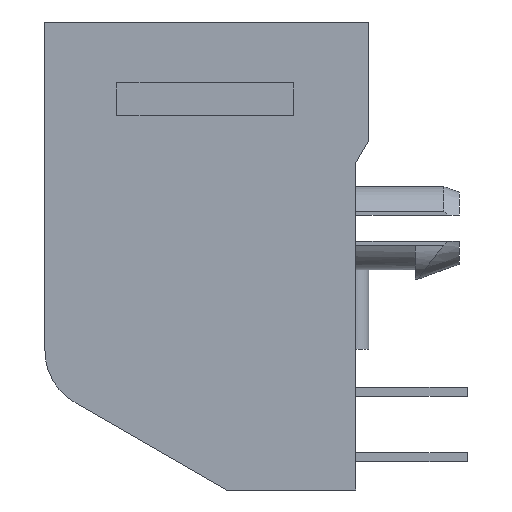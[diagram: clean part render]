
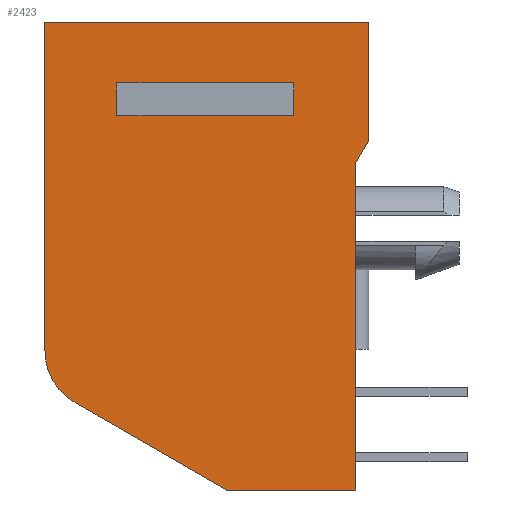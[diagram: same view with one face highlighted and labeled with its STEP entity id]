
A CAD part, left-side view. The second image highlights one B-rep face of the part: STEP entity #2423.
In plain terms, the highlighted planar face has unit normal (-1, 0, 0).
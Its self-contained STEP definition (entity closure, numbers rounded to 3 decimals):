
#72=DIRECTION('',(0.,-1.,0.));
#73=VECTOR('',#72,12.573);
#74=CARTESIAN_POINT('',(-7.658,6.287,0.));
#75=LINE('',#74,#73);
#76=DIRECTION('',(0.,0.,-1.));
#77=VECTOR('',#76,4.581);
#78=CARTESIAN_POINT('',(-7.658,-6.287,0.));
#79=LINE('',#78,#77);
#80=DIRECTION('',(0.,0.5,-0.866));
#81=VECTOR('',#80,1.016);
#82=CARTESIAN_POINT('',(-7.658,-6.287,-4.581));
#83=LINE('',#82,#81);
#84=DIRECTION('',(0.,0.,-1.));
#85=VECTOR('',#84,12.7);
#86=CARTESIAN_POINT('',(-7.658,-5.779,-5.461));
#87=LINE('',#86,#85);
#88=DIRECTION('',(0.,1.,0.));
#89=VECTOR('',#88,5.029);
#90=CARTESIAN_POINT('',(-7.658,-5.779,-18.161));
#91=LINE('',#90,#89);
#92=DIRECTION('',(0.,0.866,0.5));
#93=VECTOR('',#92,6.775);
#94=CARTESIAN_POINT('',(-7.658,-0.749,-18.161));
#95=LINE('',#94,#93);
#96=CARTESIAN_POINT('',(-7.658,3.95,-12.75));
#97=DIRECTION('',(1.,0.,0.));
#98=DIRECTION('',(0.,0.5,-0.866));
#99=AXIS2_PLACEMENT_3D('',#96,#97,#98);
#101=DIRECTION('',(0.,0.,1.));
#102=VECTOR('',#101,12.75);
#103=CARTESIAN_POINT('',(-7.658,6.287,-12.75));
#104=LINE('',#103,#102);
#105=DIRECTION('',(0.,-1.,0.));
#106=VECTOR('',#105,6.858);
#107=CARTESIAN_POINT('',(-7.658,3.493,-2.362));
#108=LINE('',#107,#106);
#109=DIRECTION('',(0.,0.,1.));
#110=VECTOR('',#109,1.27);
#111=CARTESIAN_POINT('',(-7.658,3.493,-3.632));
#112=LINE('',#111,#110);
#113=DIRECTION('',(0.,1.,0.));
#114=VECTOR('',#113,6.858);
#115=CARTESIAN_POINT('',(-7.658,-3.366,-3.632));
#116=LINE('',#115,#114);
#117=DIRECTION('',(0.,0.,-1.));
#118=VECTOR('',#117,1.27);
#119=CARTESIAN_POINT('',(-7.658,-3.366,-2.362));
#120=LINE('',#119,#118);
#1846=CARTESIAN_POINT('',(-7.658,6.287,0.));
#1847=CARTESIAN_POINT('',(-7.658,-6.287,0.));
#1848=VERTEX_POINT('',#1846);
#1849=VERTEX_POINT('',#1847);
#1850=CARTESIAN_POINT('',(-7.658,-6.287,-4.581));
#1851=VERTEX_POINT('',#1850);
#1852=CARTESIAN_POINT('',(-7.658,-5.779,-5.461));
#1853=VERTEX_POINT('',#1852);
#1854=CARTESIAN_POINT('',(-7.658,-5.779,-18.161));
#1855=VERTEX_POINT('',#1854);
#1856=CARTESIAN_POINT('',(-7.658,-0.749,-18.161));
#1857=VERTEX_POINT('',#1856);
#1858=CARTESIAN_POINT('',(-7.658,5.118,-14.773));
#1859=VERTEX_POINT('',#1858);
#1860=CARTESIAN_POINT('',(-7.658,6.287,-12.75));
#1861=VERTEX_POINT('',#1860);
#2366=CARTESIAN_POINT('',(-7.658,3.493,-2.362));
#2367=CARTESIAN_POINT('',(-7.658,-3.366,-2.362));
#2368=VERTEX_POINT('',#2366);
#2369=VERTEX_POINT('',#2367);
#2370=CARTESIAN_POINT('',(-7.658,-3.366,-3.632));
#2371=VERTEX_POINT('',#2370);
#2372=CARTESIAN_POINT('',(-7.658,3.493,-3.632));
#2373=VERTEX_POINT('',#2372);
#2390=CARTESIAN_POINT('',(-7.658,0.,0.));
#2391=DIRECTION('',(1.,0.,0.));
#2392=DIRECTION('',(0.,0.,-1.));
#2393=AXIS2_PLACEMENT_3D('',#2390,#2391,#2392);
#2394=PLANE('',#2393);
#2396=ORIENTED_EDGE('',*,*,#2395,.T.);
#2398=ORIENTED_EDGE('',*,*,#2397,.T.);
#2400=ORIENTED_EDGE('',*,*,#2399,.T.);
#2402=ORIENTED_EDGE('',*,*,#2401,.T.);
#2404=ORIENTED_EDGE('',*,*,#2403,.T.);
#2406=ORIENTED_EDGE('',*,*,#2405,.T.);
#2408=ORIENTED_EDGE('',*,*,#2407,.T.);
#2410=ORIENTED_EDGE('',*,*,#2409,.T.);
#2411=EDGE_LOOP('',(#2396,#2398,#2400,#2402,#2404,#2406,#2408,#2410));
#2412=FACE_OUTER_BOUND('',#2411,.F.);
#2414=ORIENTED_EDGE('',*,*,#2413,.F.);
#2416=ORIENTED_EDGE('',*,*,#2415,.F.);
#2418=ORIENTED_EDGE('',*,*,#2417,.F.);
#2420=ORIENTED_EDGE('',*,*,#2419,.F.);
#2421=EDGE_LOOP('',(#2414,#2416,#2418,#2420));
#2422=FACE_BOUND('',#2421,.F.);
#2423=ADVANCED_FACE('',(#2412,#2422),#2394,.F.);
#100=CIRCLE('',#99,2.337);
#2395=EDGE_CURVE('',#1848,#1849,#75,.T.);
#2397=EDGE_CURVE('',#1849,#1851,#79,.T.);
#2399=EDGE_CURVE('',#1851,#1853,#83,.T.);
#2401=EDGE_CURVE('',#1853,#1855,#87,.T.);
#2403=EDGE_CURVE('',#1855,#1857,#91,.T.);
#2405=EDGE_CURVE('',#1857,#1859,#95,.T.);
#2407=EDGE_CURVE('',#1859,#1861,#100,.T.);
#2409=EDGE_CURVE('',#1861,#1848,#104,.T.);
#2413=EDGE_CURVE('',#2368,#2369,#108,.T.);
#2415=EDGE_CURVE('',#2373,#2368,#112,.T.);
#2417=EDGE_CURVE('',#2371,#2373,#116,.T.);
#2419=EDGE_CURVE('',#2369,#2371,#120,.T.);
